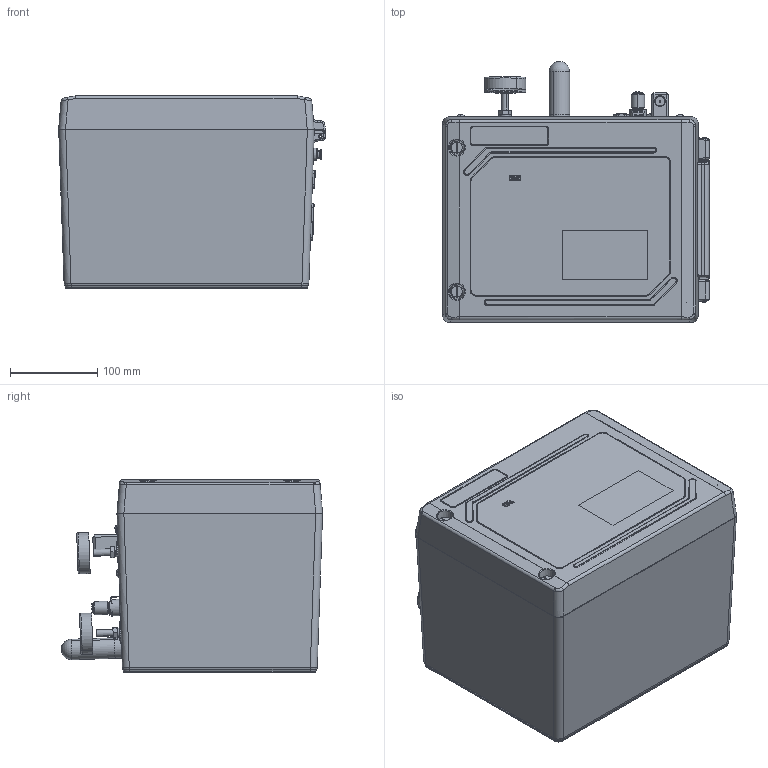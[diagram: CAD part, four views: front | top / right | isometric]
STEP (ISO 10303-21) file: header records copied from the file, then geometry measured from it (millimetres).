
FILE_DESCRIPTION (( 'STEP AP214' ), '1' );
FILE_NAME ('Assy,CTS,A12-547(Base Assy).STEP', '2011-11-04T18:39:52', ( '' ), ( '' ), 'SwSTEP 2.0', 'SolidWorks 2011', '' );
FILE_SCHEMA (( 'AUTOMOTIVE_DESIGN' ));
Length unit declared in the file: inch
Products named in the file (1): Assy,CTS,A12-547(Base Assy)
Bounding box: 305.57 x 299.2 x 220.61 mm (x, y, z)
Surface area: 473665.2 mm2 (no closed solid volume)
Topology: 0 solids, 133 shells, 1147 faces, 5058 edges, 3976 vertices
Faces by surface type: plane 435, cylinder 391, cone 120, bspline 111, torus 74, sphere 16
Entity records: 78255 total; most frequent: CARTESIAN_POINT 24087, DIRECTION 7723, ORIENTED_EDGE 6975, EDGE_CURVE 5055, VERTEX_POINT 3976, LINE 2749, VECTOR 2749, AXIS2_PLACEMENT_3D 2487
